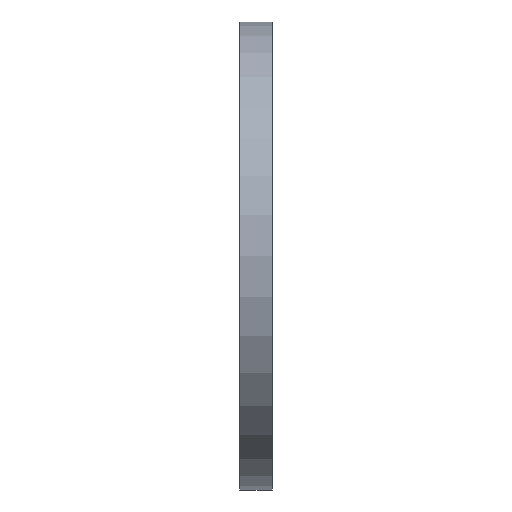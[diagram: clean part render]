
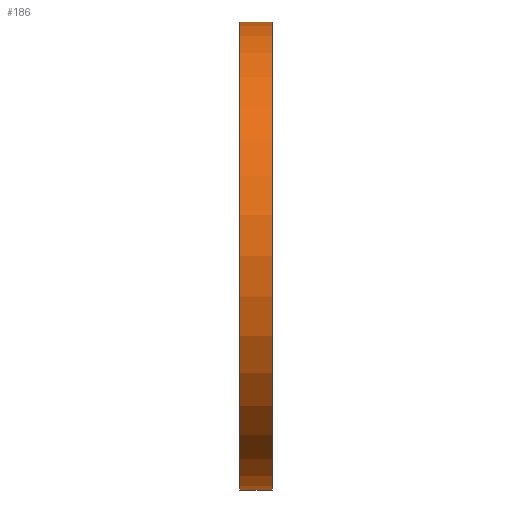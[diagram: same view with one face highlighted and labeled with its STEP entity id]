
A CAD part, front view. The second image highlights one B-rep face of the part: STEP entity #186.
In plain terms, the highlighted cylindrical face has radius 701.675 mm (diameter 1403.35 mm), a partial arc.
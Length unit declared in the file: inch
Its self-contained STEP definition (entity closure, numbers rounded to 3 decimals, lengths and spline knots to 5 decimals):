
#44 = VERTEX_POINT ( 'NONE', #1082 ) ;
#88 = ORIENTED_EDGE ( 'NONE', *, *, #1401, .F. ) ;
#108 = DIRECTION ( 'NONE',  ( -1., 0., 0. ) ) ;
#151 = ORIENTED_EDGE ( 'NONE', *, *, #1453, .T. ) ;
#170 = DIRECTION ( 'NONE',  ( -1., 0., 0. ) ) ;
#186 = ADVANCED_FACE ( 'NONE', ( #758 ), #356, .T. ) ;
#215 = EDGE_CURVE ( 'NONE', #44, #1620, #1526, .T. ) ;
#282 = VECTOR ( 'NONE', #108, 39.37008 ) ;
#319 = LINE ( 'NONE', #833, #854 ) ;
#332 = DIRECTION ( 'NONE',  ( 0., 0., 1. ) ) ;
#356 = CYLINDRICAL_SURFACE ( 'NONE', #1088, 27.625 ) ;
#406 = CARTESIAN_POINT ( 'NONE',  ( 3.9375, 0., -27.625 ) ) ;
#454 = CARTESIAN_POINT ( 'NONE',  ( 0.0625, 0., -27.625 ) ) ;
#508 = EDGE_LOOP ( 'NONE', ( #760, #151, #567, #88 ) ) ;
#560 = CIRCLE ( 'NONE', #776, 27.625 ) ;
#567 = ORIENTED_EDGE ( 'NONE', *, *, #215, .T. ) ;
#627 = DIRECTION ( 'NONE',  ( -1., 0., 0. ) ) ;
#697 = DIRECTION ( 'NONE',  ( -1., 0., 0. ) ) ;
#704 = CARTESIAN_POINT ( 'NONE',  ( 0.0625, 0., 0. ) ) ;
#758 = FACE_OUTER_BOUND ( 'NONE', #508, .T. ) ;
#759 = CARTESIAN_POINT ( 'NONE',  ( 0.0625, 0., 27.625 ) ) ;
#760 = ORIENTED_EDGE ( 'NONE', *, *, #1475, .F. ) ;
#776 = AXIS2_PLACEMENT_3D ( 'NONE', #1329, #697, #1214 ) ;
#833 = CARTESIAN_POINT ( 'NONE',  ( 0., 0., -27.625 ) ) ;
#854 = VECTOR ( 'NONE', #1221, 39.37008 ) ;
#996 = VERTEX_POINT ( 'NONE', #454 ) ;
#1082 = CARTESIAN_POINT ( 'NONE',  ( 3.9375, 0., 27.625 ) ) ;
#1088 = AXIS2_PLACEMENT_3D ( 'NONE', #1142, #627, #1270 ) ;
#1142 = CARTESIAN_POINT ( 'NONE',  ( 0., 0., 0. ) ) ;
#1214 = DIRECTION ( 'NONE',  ( 0., 0., 1. ) ) ;
#1221 = DIRECTION ( 'NONE',  ( -1., 0., 0. ) ) ;
#1270 = DIRECTION ( 'NONE',  ( 0., 0., 1. ) ) ;
#1301 = VERTEX_POINT ( 'NONE', #406 ) ;
#1313 = AXIS2_PLACEMENT_3D ( 'NONE', #704, #170, #332 ) ;
#1329 = CARTESIAN_POINT ( 'NONE',  ( 3.9375, 0., 0. ) ) ;
#1401 = EDGE_CURVE ( 'NONE', #996, #1620, #1493, .T. ) ;
#1453 = EDGE_CURVE ( 'NONE', #1301, #44, #560, .T. ) ;
#1475 = EDGE_CURVE ( 'NONE', #1301, #996, #319, .T. ) ;
#1493 = CIRCLE ( 'NONE', #1313, 27.625 ) ;
#1517 = CARTESIAN_POINT ( 'NONE',  ( 0., 0., 27.625 ) ) ;
#1526 = LINE ( 'NONE', #1517, #282 ) ;
#1620 = VERTEX_POINT ( 'NONE', #759 ) ;
